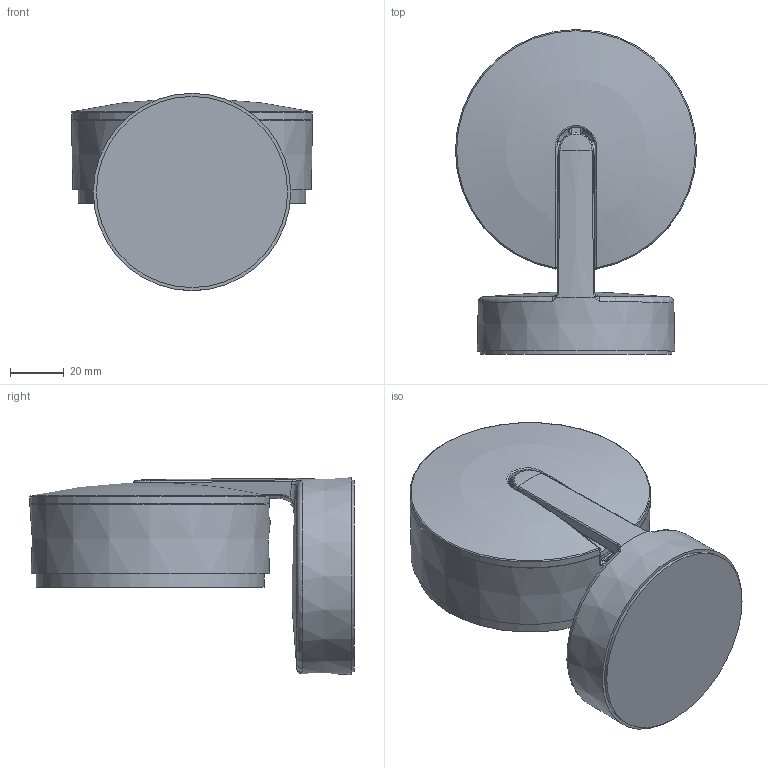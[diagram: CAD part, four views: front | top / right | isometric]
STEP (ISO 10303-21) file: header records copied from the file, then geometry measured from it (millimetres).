
FILE_DESCRIPTION(/* description */ ('This is a sample STEP configuration'),/* implementation_level */ '2;1');
FILE_NAME(/* name */ '540-0111xxxxxxxxx SIMPLE.ipt_Rev_00.1.stp',/* time_stamp */ '2023-04-17T10:38:05+02:00',/* author */ ('powerJobs'),/* organization */ ('coolOrange'),/* preprocessor_version */ 'ST-DEVELOPER v19.2',/* originating_system */ 'Autodesk Inventor 2023',/* authorisation */ '');
FILE_SCHEMA (('AUTOMOTIVE_DESIGN { 1 0 10303 214 3 1 1 }'));
Length unit declared in the file: millimetre
Products named in the file (1): ENG000025631
Bounding box: 90 x 121.12 x 73.66 mm (x, y, z)
Volume: 197449.9 mm3; surface area: 84833.6 mm2
Topology: 1 solids, 2 shells, 755 faces, 1962 edges, 1156 vertices
Faces by surface type: bspline 282, plane 152, cylinder 115, torus 97, cone 83, sphere 26
Full cylindrical faces by diameter (mm): 2 x1, 2.459 x4, 3.2 x2, 3.5 x1, 71.377 x1, 81 x1, 83 x1, 85 x1
Entity records: 31887 total; most frequent: CARTESIAN_POINT 15361, ORIENTED_EDGE 3866, DIRECTION 2914, EDGE_CURVE 1933, AXIS2_PLACEMENT_3D 1271, VERTEX_POINT 1156, EDGE_LOOP 775, FACE_OUTER_BOUND 755
